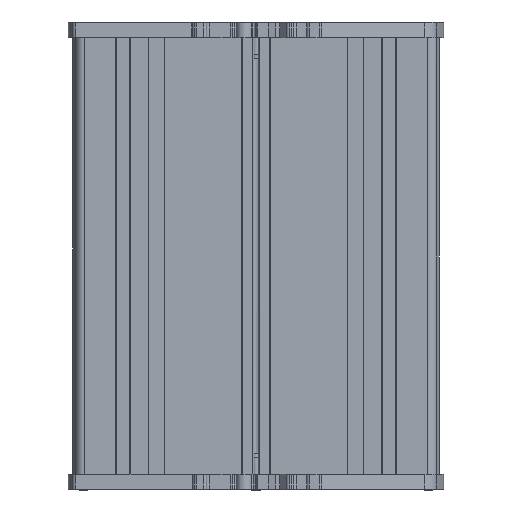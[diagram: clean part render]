
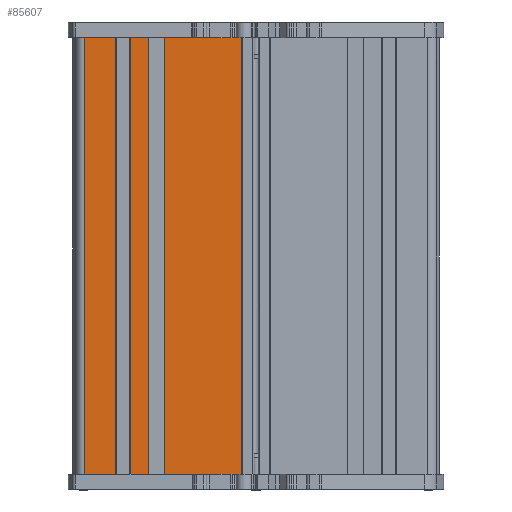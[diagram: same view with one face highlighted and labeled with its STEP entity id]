
A CAD part, front view. The second image highlights one B-rep face of the part: STEP entity #85607.
In plain terms, the highlighted planar face has unit normal (0, -1, 0).
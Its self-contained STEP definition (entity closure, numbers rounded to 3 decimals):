
#714=FACE_BOUND('',#11370,.T.);
#715=FACE_BOUND('',#11371,.T.);
#2531=PLANE('',#91990);
#6587=FACE_OUTER_BOUND('',#11369,.T.);
#11369=EDGE_LOOP('',(#65700,#65701,#65702,#65703,#65704,#65705,#65706,#65707,
#65708,#65709,#65710,#65711,#65712,#65713,#65714,#65715,#65716,#65717,#65718,
#65719));
#11370=EDGE_LOOP('',(#65720,#65721,#65722,#65723));
#11371=EDGE_LOOP('',(#65724,#65725,#65726,#65727));
#17681=LINE('',#122939,#26656);
#17686=LINE('',#122952,#26661);
#18521=LINE('',#125200,#27496);
#18533=LINE('',#125230,#27508);
#18534=LINE('',#125232,#27509);
#18539=LINE('',#125243,#27514);
#18543=LINE('',#125251,#27518);
#18544=LINE('',#125254,#27519);
#18964=LINE('',#126238,#27939);
#18966=LINE('',#126245,#27941);
#19010=LINE('',#126388,#27985);
#19238=LINE('',#127113,#28213);
#19246=LINE('',#127134,#28221);
#19565=LINE('',#127930,#28540);
#19744=LINE('',#128384,#28719);
#19751=LINE('',#128402,#28726);
#19913=LINE('',#128837,#28888);
#19916=LINE('',#128842,#28891);
#19917=LINE('',#128844,#28892);
#20060=LINE('',#130399,#29035);
#20064=LINE('',#130408,#29039);
#21023=LINE('',#133122,#29998);
#21059=LINE('',#133199,#30034);
#21061=LINE('',#133202,#30036);
#21075=LINE('',#133230,#30050);
#21077=LINE('',#133233,#30052);
#21079=LINE('',#133237,#30054);
#21080=LINE('',#133239,#30055);
#26656=VECTOR('',#98818,10.);
#26661=VECTOR('',#98827,10.);
#27496=VECTOR('',#100920,1.);
#27508=VECTOR('',#100952,1.);
#27509=VECTOR('',#100955,1.);
#27514=VECTOR('',#100966,1.);
#27518=VECTOR('',#100978,1.);
#27519=VECTOR('',#100981,1.);
#27939=VECTOR('',#101593,10.);
#27941=VECTOR('',#101601,10.);
#27985=VECTOR('',#101733,10.);
#28213=VECTOR('',#102271,10.);
#28221=VECTOR('',#102285,10.);
#28540=VECTOR('',#103054,1.);
#28719=VECTOR('',#103531,1.);
#28726=VECTOR('',#103552,1.);
#28888=VECTOR('',#104006,1.);
#28891=VECTOR('',#104013,1.);
#28892=VECTOR('',#104016,1.);
#29035=VECTOR('',#104875,10.);
#29039=VECTOR('',#104885,10.);
#29998=VECTOR('',#107196,10.);
#30034=VECTOR('',#107304,10.);
#30036=VECTOR('',#107308,10.);
#30050=VECTOR('',#107350,10.);
#30052=VECTOR('',#107354,10.);
#30054=VECTOR('',#107360,10.);
#30055=VECTOR('',#107363,10.);
#35705=VERTEX_POINT('',#122936);
#35706=VERTEX_POINT('',#122938);
#35711=VERTEX_POINT('',#122950);
#35712=VERTEX_POINT('',#122951);
#36443=VERTEX_POINT('',#125188);
#36447=VERTEX_POINT('',#125198);
#36457=VERTEX_POINT('',#125240);
#36458=VERTEX_POINT('',#125242);
#36459=VERTEX_POINT('',#125253);
#36927=VERTEX_POINT('',#126237);
#36928=VERTEX_POINT('',#126243);
#36929=VERTEX_POINT('',#126244);
#36983=VERTEX_POINT('',#126385);
#36984=VERTEX_POINT('',#126387);
#37325=VERTEX_POINT('',#127111);
#37326=VERTEX_POINT('',#127112);
#37335=VERTEX_POINT('',#127131);
#37336=VERTEX_POINT('',#127133);
#37588=VERTEX_POINT('',#127929);
#37714=VERTEX_POINT('',#128382);
#37718=VERTEX_POINT('',#128400);
#37844=VERTEX_POINT('',#128834);
#37845=VERTEX_POINT('',#128836);
#38071=VERTEX_POINT('',#130397);
#38072=VERTEX_POINT('',#130406);
#38073=VERTEX_POINT('',#130407);
#38921=VERTEX_POINT('',#133119);
#38922=VERTEX_POINT('',#133121);
#43956=EDGE_CURVE('',#35705,#35706,#17681,.T.);
#43962=EDGE_CURVE('',#35711,#35712,#17686,.T.);
#45070=EDGE_CURVE('',#36443,#36447,#18521,.T.);
#45084=EDGE_CURVE('',#36447,#35706,#18533,.T.);
#45085=EDGE_CURVE('',#36443,#35711,#18534,.T.);
#45091=EDGE_CURVE('',#36458,#36457,#18539,.T.);
#45096=EDGE_CURVE('',#36457,#35712,#18543,.T.);
#45097=EDGE_CURVE('',#36458,#36459,#18544,.T.);
#45590=EDGE_CURVE('',#36459,#36927,#18964,.T.);
#45593=EDGE_CURVE('',#36928,#36929,#18966,.T.);
#45664=EDGE_CURVE('',#36983,#36984,#19010,.T.);
#46020=EDGE_CURVE('',#37325,#37326,#19238,.T.);
#46030=EDGE_CURVE('',#37335,#37336,#19246,.T.);
#46429=EDGE_CURVE('',#37588,#37325,#19565,.T.);
#46663=EDGE_CURVE('',#37588,#37714,#19744,.T.);
#46672=EDGE_CURVE('',#37714,#37718,#19751,.T.);
#46890=EDGE_CURVE('',#37845,#37844,#19913,.T.);
#46893=EDGE_CURVE('',#37844,#37326,#19916,.T.);
#46894=EDGE_CURVE('',#37845,#37335,#19917,.T.);
#47291=EDGE_CURVE('',#38071,#37718,#20060,.T.);
#47295=EDGE_CURVE('',#38072,#38073,#20064,.T.);
#48523=EDGE_CURVE('',#38921,#38922,#21023,.T.);
#48562=EDGE_CURVE('',#38071,#36927,#21059,.T.);
#48564=EDGE_CURVE('',#38922,#36983,#21061,.T.);
#48578=EDGE_CURVE('',#38921,#36984,#21075,.T.);
#48580=EDGE_CURVE('',#38073,#36928,#21077,.T.);
#48582=EDGE_CURVE('',#38072,#36929,#21079,.T.);
#48583=EDGE_CURVE('',#37336,#35705,#21080,.T.);
#65700=ORIENTED_EDGE('',*,*,#43962,.F.);
#65701=ORIENTED_EDGE('',*,*,#45085,.F.);
#65702=ORIENTED_EDGE('',*,*,#45070,.T.);
#65703=ORIENTED_EDGE('',*,*,#45084,.T.);
#65704=ORIENTED_EDGE('',*,*,#43956,.F.);
#65705=ORIENTED_EDGE('',*,*,#48583,.F.);
#65706=ORIENTED_EDGE('',*,*,#46030,.F.);
#65707=ORIENTED_EDGE('',*,*,#46894,.F.);
#65708=ORIENTED_EDGE('',*,*,#46890,.T.);
#65709=ORIENTED_EDGE('',*,*,#46893,.T.);
#65710=ORIENTED_EDGE('',*,*,#46020,.F.);
#65711=ORIENTED_EDGE('',*,*,#46429,.F.);
#65712=ORIENTED_EDGE('',*,*,#46663,.T.);
#65713=ORIENTED_EDGE('',*,*,#46672,.T.);
#65714=ORIENTED_EDGE('',*,*,#47291,.F.);
#65715=ORIENTED_EDGE('',*,*,#48562,.T.);
#65716=ORIENTED_EDGE('',*,*,#45590,.F.);
#65717=ORIENTED_EDGE('',*,*,#45097,.F.);
#65718=ORIENTED_EDGE('',*,*,#45091,.T.);
#65719=ORIENTED_EDGE('',*,*,#45096,.T.);
#65720=ORIENTED_EDGE('',*,*,#45593,.F.);
#65721=ORIENTED_EDGE('',*,*,#48580,.F.);
#65722=ORIENTED_EDGE('',*,*,#47295,.F.);
#65723=ORIENTED_EDGE('',*,*,#48582,.T.);
#65724=ORIENTED_EDGE('',*,*,#45664,.F.);
#65725=ORIENTED_EDGE('',*,*,#48564,.F.);
#65726=ORIENTED_EDGE('',*,*,#48523,.F.);
#65727=ORIENTED_EDGE('',*,*,#48578,.T.);
#85607=ADVANCED_FACE('',(#6587,#714,#715),#2531,.T.);
#91990=AXIS2_PLACEMENT_3D('',#133238,#107361,#107362);
#98818=DIRECTION('',(-1.,0.,0.));
#98827=DIRECTION('',(-1.,0.,0.));
#100920=DIRECTION('',(1.,0.,0.));
#100952=DIRECTION('',(0.,0.,1.));
#100955=DIRECTION('',(0.,0.,1.));
#100966=DIRECTION('',(1.,0.,0.));
#100978=DIRECTION('',(0.,0.,1.));
#100981=DIRECTION('',(0.,0.,1.));
#101593=DIRECTION('',(-1.,0.,0.));
#101601=DIRECTION('',(1.,0.,0.));
#101733=DIRECTION('',(1.,0.,0.));
#102271=DIRECTION('',(1.,0.,0.));
#102285=DIRECTION('',(1.,0.,0.));
#103054=DIRECTION('',(0.,0.,-1.));
#103531=DIRECTION('',(-1.,0.,0.));
#103552=DIRECTION('',(0.,0.,-1.));
#104006=DIRECTION('',(-1.,0.,0.));
#104013=DIRECTION('',(0.,0.,-1.));
#104016=DIRECTION('',(0.,0.,-1.));
#104875=DIRECTION('',(1.,0.,0.));
#104885=DIRECTION('',(-1.,0.,0.));
#107196=DIRECTION('',(-1.,0.,0.));
#107304=DIRECTION('',(0.,0.,-1.));
#107308=DIRECTION('',(0.,0.,-1.));
#107350=DIRECTION('',(0.,0.,-1.));
#107354=DIRECTION('',(0.,0.,-1.));
#107360=DIRECTION('',(0.,0.,-1.));
#107361=DIRECTION('center_axis',(0.,-1.,0.));
#107362=DIRECTION('ref_axis',(1.,0.,0.));
#107363=DIRECTION('',(0.,0.,-1.));
#122936=CARTESIAN_POINT('',(-3.3,0.8,-75.));
#122938=CARTESIAN_POINT('',(-4.794,0.8,-75.));
#122939=CARTESIAN_POINT('',(-3.3,0.8,-75.));
#122950=CARTESIAN_POINT('',(-12.594,0.8,-75.));
#122951=CARTESIAN_POINT('',(-13.794,0.8,-75.));
#122952=CARTESIAN_POINT('',(-3.3,0.8,-75.));
#125188=CARTESIAN_POINT('',(-12.594,0.8,-76.7));
#125198=CARTESIAN_POINT('',(-4.794,0.8,-76.7));
#125200=CARTESIAN_POINT('',(-27.822,0.8,-76.7));
#125230=CARTESIAN_POINT('',(-4.794,0.8,-28.));
#125232=CARTESIAN_POINT('',(-12.594,0.8,-28.));
#125240=CARTESIAN_POINT('',(-13.794,0.8,-76.7));
#125242=CARTESIAN_POINT('',(-53.094,0.8,-76.7));
#125243=CARTESIAN_POINT('',(-27.822,0.8,-76.7));
#125251=CARTESIAN_POINT('',(-13.794,0.8,-28.));
#125253=CARTESIAN_POINT('',(-53.094,0.8,-75.));
#125254=CARTESIAN_POINT('',(-53.094,0.8,-76.7));
#126237=CARTESIAN_POINT('',(-57.489,0.8,-75.));
#126238=CARTESIAN_POINT('',(-45.55,0.8,-75.));
#126243=CARTESIAN_POINT('',(-36.,0.8,-75.));
#126244=CARTESIAN_POINT('',(-30.5,0.8,-75.));
#126245=CARTESIAN_POINT('',(-26.547,0.8,-75.));
#126385=CARTESIAN_POINT('',(-45.55,0.8,-75.));
#126387=CARTESIAN_POINT('',(-43.45,0.8,-75.));
#126388=CARTESIAN_POINT('',(-26.547,0.8,-75.));
#127111=CARTESIAN_POINT('',(-13.8,0.8,75.));
#127112=CARTESIAN_POINT('',(-12.6,0.8,75.));
#127113=CARTESIAN_POINT('',(-3.3,0.8,75.));
#127131=CARTESIAN_POINT('',(-4.8,0.8,75.));
#127133=CARTESIAN_POINT('',(-3.3,0.8,75.));
#127134=CARTESIAN_POINT('',(-3.3,0.8,75.));
#127929=CARTESIAN_POINT('',(-13.8,0.8,76.7));
#127930=CARTESIAN_POINT('',(-13.8,0.8,76.7));
#128382=CARTESIAN_POINT('',(-53.1,0.8,76.7));
#128384=CARTESIAN_POINT('',(-31.97,0.8,76.7));
#128400=CARTESIAN_POINT('',(-53.1,0.8,75.));
#128402=CARTESIAN_POINT('',(-53.1,0.8,76.7));
#128834=CARTESIAN_POINT('',(-12.6,0.8,76.7));
#128836=CARTESIAN_POINT('',(-4.8,0.8,76.7));
#128837=CARTESIAN_POINT('',(-31.97,0.8,76.7));
#128842=CARTESIAN_POINT('',(-12.6,0.8,76.7));
#128844=CARTESIAN_POINT('',(-4.8,0.8,76.7));
#130397=CARTESIAN_POINT('',(-57.489,0.8,75.));
#130399=CARTESIAN_POINT('',(-45.55,0.8,75.));
#130406=CARTESIAN_POINT('',(-30.5,0.8,75.));
#130407=CARTESIAN_POINT('',(-36.,0.8,75.));
#130408=CARTESIAN_POINT('',(-6.9,0.8,75.));
#133119=CARTESIAN_POINT('',(-43.45,0.8,75.));
#133121=CARTESIAN_POINT('',(-45.55,0.8,75.));
#133122=CARTESIAN_POINT('',(-6.9,0.8,75.));
#133199=CARTESIAN_POINT('',(-57.489,0.8,0.));
#133202=CARTESIAN_POINT('',(-45.55,0.8,0.));
#133230=CARTESIAN_POINT('',(-43.45,0.8,0.));
#133233=CARTESIAN_POINT('',(-36.,0.8,0.));
#133237=CARTESIAN_POINT('',(-30.5,0.8,0.));
#133238=CARTESIAN_POINT('Origin',(-30.5,0.8,0.));
#133239=CARTESIAN_POINT('',(-3.3,0.8,0.));
